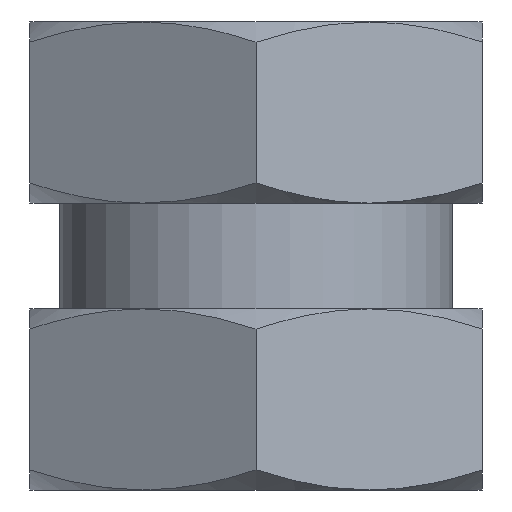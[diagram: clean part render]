
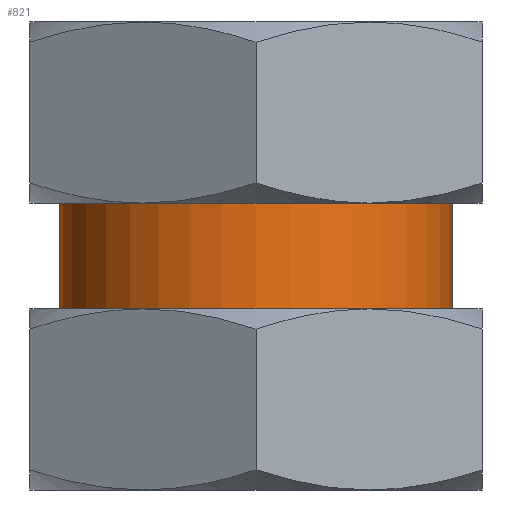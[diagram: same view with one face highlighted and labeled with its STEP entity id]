
A CAD part, front view. The second image highlights one B-rep face of the part: STEP entity #821.
In plain terms, the highlighted cylindrical face has radius 26 mm (diameter 52 mm), a full revolution.
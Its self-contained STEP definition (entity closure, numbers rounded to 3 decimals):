
#49=CYLINDRICAL_SURFACE('',#942,26.);
#119=CIRCLE('',#941,26.);
#120=CIRCLE('',#943,26.);
#254=ORIENTED_EDGE('',*,*,#430,.T.);
#255=ORIENTED_EDGE('',*,*,#429,.F.);
#429=EDGE_CURVE('',#515,#515,#119,.T.);
#430=EDGE_CURVE('',#516,#516,#120,.T.);
#515=VERTEX_POINT('',#1555);
#516=VERTEX_POINT('',#1558);
#637=EDGE_LOOP('',(#254));
#638=EDGE_LOOP('',(#255));
#725=FACE_BOUND('',#637,.T.);
#726=FACE_BOUND('',#638,.T.);
#821=ADVANCED_FACE('',(#725,#726),#49,.T.);
#941=AXIS2_PLACEMENT_3D('',#1554,#1145,#1146);
#942=AXIS2_PLACEMENT_3D('',#1556,#1147,#1148);
#943=AXIS2_PLACEMENT_3D('',#1557,#1149,#1150);
#1145=DIRECTION('',(0.,0.,-1.));
#1146=DIRECTION('',(-1.,0.,0.));
#1147=DIRECTION('',(0.,0.,-1.));
#1148=DIRECTION('',(-1.,0.,0.));
#1149=DIRECTION('',(0.,0.,-1.));
#1150=DIRECTION('',(-1.,0.,0.));
#1554=CARTESIAN_POINT('',(0.,0.,-37.));
#1555=CARTESIAN_POINT('',(-26.,0.,-37.));
#1556=CARTESIAN_POINT('',(0.,0.,-56.));
#1557=CARTESIAN_POINT('',(0.,0.,-23.));
#1558=CARTESIAN_POINT('',(-26.,0.,-23.));
